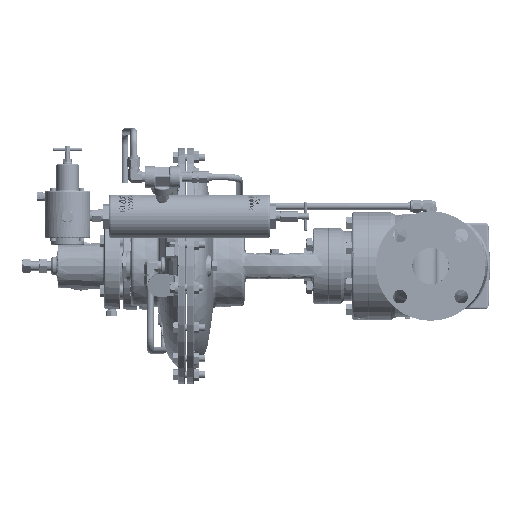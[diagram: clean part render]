
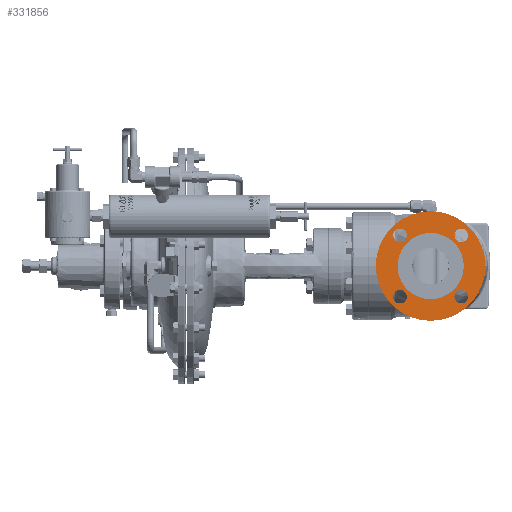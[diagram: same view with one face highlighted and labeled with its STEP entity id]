
A CAD part, left-side view. The second image highlights one B-rep face of the part: STEP entity #331856.
In plain terms, the highlighted planar face has unit normal (-1, 0, 0).
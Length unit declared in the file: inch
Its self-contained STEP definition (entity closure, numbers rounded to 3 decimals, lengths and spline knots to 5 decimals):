
#3127 = CARTESIAN_POINT ( 'NONE',  ( -4.93, -4.96234, 1.67761 ) ) ;
#8645 = CIRCLE ( 'NONE', #378180, 3. ) ;
#10054 = ORIENTED_EDGE ( 'NONE', *, *, #606318, .F. ) ;
#12827 = FACE_OUTER_BOUND ( 'NONE', #107643, .T. ) ;
#15627 = CIRCLE ( 'NONE', #165684, 0.375 ) ;
#17688 = CARTESIAN_POINT ( 'NONE',  ( -4.93, -1.60712, -2.05261 ) ) ;
#21608 = AXIS2_PLACEMENT_3D ( 'NONE', #295629, #195542, #583790 ) ;
#23584 = CIRCLE ( 'NONE', #473542, 3. ) ;
#23612 = CARTESIAN_POINT ( 'NONE',  ( -4.93, -4.96234, -1.67761 ) ) ;
#27950 = CARTESIAN_POINT ( 'NONE',  ( -4.93, -3.28473, -1.8125 ) ) ;
#34023 = DIRECTION ( 'NONE',  ( 0., 0., -1. ) ) ;
#43411 = EDGE_LOOP ( 'NONE', ( #563015, #264347 ) ) ;
#46395 = DIRECTION ( 'NONE',  ( -1., 0., 0. ) ) ;
#59982 = EDGE_LOOP ( 'NONE', ( #519028, #165332 ) ) ;
#62819 = VERTEX_POINT ( 'NONE', #189559 ) ;
#63986 = CIRCLE ( 'NONE', #124315, 0.375 ) ;
#67344 = DIRECTION ( 'NONE',  ( 0., 0., -1. ) ) ;
#69387 = EDGE_CURVE ( 'NONE', #83704, #276105, #599337, .T. ) ;
#69470 = ORIENTED_EDGE ( 'NONE', *, *, #449849, .F. ) ;
#83704 = VERTEX_POINT ( 'NONE', #27950 ) ;
#87060 = VERTEX_POINT ( 'NONE', #339856 ) ;
#88520 = AXIS2_PLACEMENT_3D ( 'NONE', #3127, #103044, #328745 ) ;
#93508 = EDGE_LOOP ( 'NONE', ( #116926, #385844 ) ) ;
#94930 = CARTESIAN_POINT ( 'NONE',  ( -4.93, -3.28473, 0. ) ) ;
#98752 = AXIS2_PLACEMENT_3D ( 'NONE', #290246, #487331, #537347 ) ;
#103044 = DIRECTION ( 'NONE',  ( -1., 0., 0. ) ) ;
#106587 = CARTESIAN_POINT ( 'NONE',  ( -4.93, -1.47223, 0. ) ) ;
#107643 = EDGE_LOOP ( 'NONE', ( #69470, #318409 ) ) ;
#116648 = ORIENTED_EDGE ( 'NONE', *, *, #248961, .F. ) ;
#116843 = VERTEX_POINT ( 'NONE', #480265 ) ;
#116926 = ORIENTED_EDGE ( 'NONE', *, *, #389615, .F. ) ;
#124315 = AXIS2_PLACEMENT_3D ( 'NONE', #434479, #46395, #140432 ) ;
#124664 = EDGE_CURVE ( 'NONE', #62819, #433284, #428614, .T. ) ;
#139324 = DIRECTION ( 'NONE',  ( 0., 0., 1. ) ) ;
#140432 = DIRECTION ( 'NONE',  ( 0., 0., 1. ) ) ;
#143259 = CARTESIAN_POINT ( 'NONE',  ( -4.93, -3.28473, 1.8125 ) ) ;
#150553 = ORIENTED_EDGE ( 'NONE', *, *, #308502, .F. ) ;
#157588 = AXIS2_PLACEMENT_3D ( 'NONE', #106587, #485495, #497833 ) ;
#162915 = FACE_BOUND ( 'NONE', #413736, .T. ) ;
#165332 = ORIENTED_EDGE ( 'NONE', *, *, #529050, .F. ) ;
#165684 = AXIS2_PLACEMENT_3D ( 'NONE', #568254, #283279, #139324 ) ;
#189559 = CARTESIAN_POINT ( 'NONE',  ( -4.93, -4.96234, 2.05261 ) ) ;
#195542 = DIRECTION ( 'NONE',  ( -1., 0., 0. ) ) ;
#201111 = CIRCLE ( 'NONE', #21608, 0.375 ) ;
#205138 = DIRECTION ( 'NONE',  ( 1., 0., 0. ) ) ;
#209856 = FACE_BOUND ( 'NONE', #450812, .T. ) ;
#216240 = CARTESIAN_POINT ( 'NONE',  ( -4.93, -4.96234, -2.05261 ) ) ;
#218958 = CARTESIAN_POINT ( 'NONE',  ( -4.93, -1.60712, -1.67761 ) ) ;
#221990 = DIRECTION ( 'NONE',  ( 0., 0., 1. ) ) ;
#223716 = DIRECTION ( 'NONE',  ( -1., 0., 0. ) ) ;
#248854 = CIRCLE ( 'NONE', #618646, 0.375 ) ;
#248961 = EDGE_CURVE ( 'NONE', #497328, #87060, #201111, .T. ) ;
#249625 = VERTEX_POINT ( 'NONE', #346074 ) ;
#264347 = ORIENTED_EDGE ( 'NONE', *, *, #553839, .T. ) ;
#275000 = DIRECTION ( 'NONE',  ( 1., 0., 0. ) ) ;
#276105 = VERTEX_POINT ( 'NONE', #143259 ) ;
#282280 = CIRCLE ( 'NONE', #362160, 0.375 ) ;
#283279 = DIRECTION ( 'NONE',  ( -1., 0., 0. ) ) ;
#287947 = VERTEX_POINT ( 'NONE', #581190 ) ;
#290246 = CARTESIAN_POINT ( 'NONE',  ( -4.93, -1.60712, 1.67761 ) ) ;
#295083 = DIRECTION ( 'NONE',  ( 0., 0., -1. ) ) ;
#295629 = CARTESIAN_POINT ( 'NONE',  ( -4.93, -1.60712, -1.67761 ) ) ;
#308502 = EDGE_CURVE ( 'NONE', #433284, #62819, #63986, .T. ) ;
#310039 = DIRECTION ( 'NONE',  ( 0., 0., 1. ) ) ;
#314032 = EDGE_CURVE ( 'NONE', #249625, #509067, #458436, .T. ) ;
#314099 = CIRCLE ( 'NONE', #474088, 0.375 ) ;
#318409 = ORIENTED_EDGE ( 'NONE', *, *, #509755, .F. ) ;
#328745 = DIRECTION ( 'NONE',  ( 0., 0., 1. ) ) ;
#331856 = ADVANCED_FACE ( 'NONE', ( #162915, #488593, #209856, #435425, #579542, #12827 ), #535517, .T. ) ;
#338944 = DIRECTION ( 'NONE',  ( 1., 0., 0. ) ) ;
#339856 = CARTESIAN_POINT ( 'NONE',  ( -4.93, -1.60712, -1.30261 ) ) ;
#346074 = CARTESIAN_POINT ( 'NONE',  ( -4.93, -1.60712, 1.30261 ) ) ;
#362160 = AXIS2_PLACEMENT_3D ( 'NONE', #218958, #544632, #221990 ) ;
#378180 = AXIS2_PLACEMENT_3D ( 'NONE', #496269, #205138, #67344 ) ;
#385844 = ORIENTED_EDGE ( 'NONE', *, *, #314032, .F. ) ;
#385972 = CARTESIAN_POINT ( 'NONE',  ( -4.93, -3.28473, 0. ) ) ;
#389615 = EDGE_CURVE ( 'NONE', #509067, #249625, #15627, .T. ) ;
#401208 = CARTESIAN_POINT ( 'NONE',  ( -4.93, -1.60712, 2.05261 ) ) ;
#408863 = AXIS2_PLACEMENT_3D ( 'NONE', #94930, #338944, #570853 ) ;
#413736 = EDGE_LOOP ( 'NONE', ( #10054, #116648 ) ) ;
#428614 = CIRCLE ( 'NONE', #88520, 0.375 ) ;
#433284 = VERTEX_POINT ( 'NONE', #496647 ) ;
#434479 = CARTESIAN_POINT ( 'NONE',  ( -4.93, -4.96234, 1.67761 ) ) ;
#435425 = FACE_BOUND ( 'NONE', #93508, .T. ) ;
#444746 = DIRECTION ( 'NONE',  ( -1., 0., 0. ) ) ;
#447010 = CARTESIAN_POINT ( 'NONE',  ( -4.93, -4.96234, -1.30261 ) ) ;
#447822 = CARTESIAN_POINT ( 'NONE',  ( -4.93, -4.96234, -1.67761 ) ) ;
#449849 = EDGE_CURVE ( 'NONE', #287947, #116843, #8645, .T. ) ;
#450812 = EDGE_LOOP ( 'NONE', ( #462803, #150553 ) ) ;
#458436 = CIRCLE ( 'NONE', #98752, 0.375 ) ;
#462803 = ORIENTED_EDGE ( 'NONE', *, *, #124664, .F. ) ;
#469017 = CARTESIAN_POINT ( 'NONE',  ( -4.93, -3.28473, 0. ) ) ;
#473542 = AXIS2_PLACEMENT_3D ( 'NONE', #469017, #275000, #34023 ) ;
#474088 = AXIS2_PLACEMENT_3D ( 'NONE', #447822, #444746, #310039 ) ;
#480265 = CARTESIAN_POINT ( 'NONE',  ( -4.93, -3.28473, 3. ) ) ;
#482958 = DIRECTION ( 'NONE',  ( 1., 0., 0. ) ) ;
#485495 = DIRECTION ( 'NONE',  ( -1., 0., 0. ) ) ;
#487331 = DIRECTION ( 'NONE',  ( -1., 0., 0. ) ) ;
#488593 = FACE_BOUND ( 'NONE', #59982, .T. ) ;
#496269 = CARTESIAN_POINT ( 'NONE',  ( -4.93, -3.28473, 0. ) ) ;
#496647 = CARTESIAN_POINT ( 'NONE',  ( -4.93, -4.96234, 1.30261 ) ) ;
#497328 = VERTEX_POINT ( 'NONE', #17688 ) ;
#497833 = DIRECTION ( 'NONE',  ( 0., 0., 1. ) ) ;
#499427 = DIRECTION ( 'NONE',  ( 0., 0., 1. ) ) ;
#506556 = VERTEX_POINT ( 'NONE', #447010 ) ;
#509067 = VERTEX_POINT ( 'NONE', #401208 ) ;
#509755 = EDGE_CURVE ( 'NONE', #116843, #287947, #23584, .T. ) ;
#519028 = ORIENTED_EDGE ( 'NONE', *, *, #590738, .F. ) ;
#529050 = EDGE_CURVE ( 'NONE', #610466, #506556, #314099, .T. ) ;
#535517 = PLANE ( 'NONE',  #157588 ) ;
#537347 = DIRECTION ( 'NONE',  ( 0., 0., 1. ) ) ;
#543584 = CIRCLE ( 'NONE', #563806, 1.8125 ) ;
#544632 = DIRECTION ( 'NONE',  ( -1., 0., 0. ) ) ;
#553839 = EDGE_CURVE ( 'NONE', #276105, #83704, #543584, .T. ) ;
#563015 = ORIENTED_EDGE ( 'NONE', *, *, #69387, .T. ) ;
#563806 = AXIS2_PLACEMENT_3D ( 'NONE', #385972, #482958, #295083 ) ;
#568254 = CARTESIAN_POINT ( 'NONE',  ( -4.93, -1.60712, 1.67761 ) ) ;
#570853 = DIRECTION ( 'NONE',  ( 0., 0., -1. ) ) ;
#579542 = FACE_BOUND ( 'NONE', #43411, .T. ) ;
#581190 = CARTESIAN_POINT ( 'NONE',  ( -4.93, -3.28473, -3. ) ) ;
#583790 = DIRECTION ( 'NONE',  ( 0., 0., 1. ) ) ;
#590738 = EDGE_CURVE ( 'NONE', #506556, #610466, #248854, .T. ) ;
#599337 = CIRCLE ( 'NONE', #408863, 1.8125 ) ;
#606318 = EDGE_CURVE ( 'NONE', #87060, #497328, #282280, .T. ) ;
#610466 = VERTEX_POINT ( 'NONE', #216240 ) ;
#618646 = AXIS2_PLACEMENT_3D ( 'NONE', #23612, #223716, #499427 ) ;
